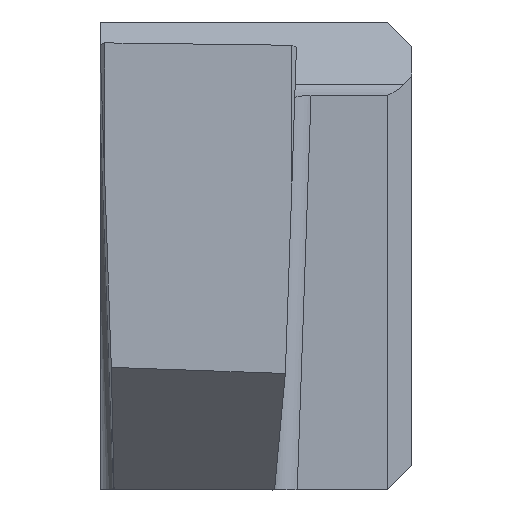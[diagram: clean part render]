
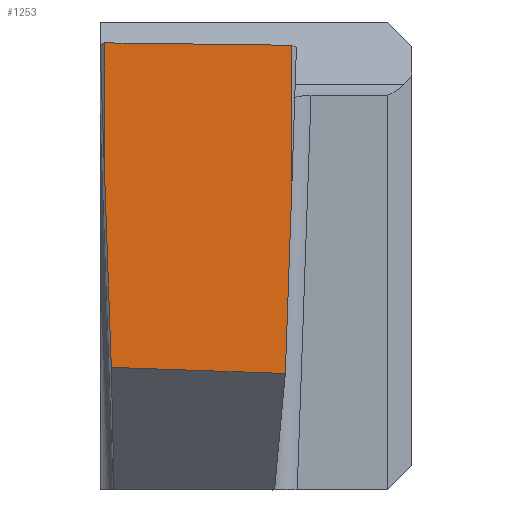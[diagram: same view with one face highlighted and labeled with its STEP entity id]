
A CAD part, front view. The second image highlights one B-rep face of the part: STEP entity #1253.
In plain terms, the highlighted planar face has unit normal (0.035, -0.999, 0).
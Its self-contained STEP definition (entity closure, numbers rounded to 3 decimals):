
#359=DIRECTION('',(0.999,0.035,-0.035));
#360=VECTOR('',#359,3.545);
#361=CARTESIAN_POINT('',(0.231,-8.395,
-2.267));
#362=LINE('',#361,#360);
#366=DIRECTION('',(-0.035,-0.001,0.999));
#367=VECTOR('',#366,3.744);
#368=CARTESIAN_POINT('',(0.231,-8.395,
-2.267));
#369=LINE('',#368,#367);
#373=DIRECTION('',(0.,0.,1.));
#374=VECTOR('',#373,2.862);
#375=CARTESIAN_POINT('',(0.1,-8.4,1.475));
#376=LINE('',#375,#374);
#380=DIRECTION('',(0.999,0.035,-0.013));
#381=VECTOR('',#380,3.807);
#382=CARTESIAN_POINT('',(0.1,-8.4,4.338));
#383=LINE('',#382,#381);
#387=DIRECTION('',(-0.035,-0.001,-0.999));
#388=VECTOR('',#387,3.817);
#389=CARTESIAN_POINT('',(3.905,-8.267,1.424));
#390=LINE('',#389,#388);
#882=DIRECTION('',(0.,0.,1.));
#883=VECTOR('',#882,2.865);
#884=CARTESIAN_POINT('',(3.905,-8.267,1.424));
#885=LINE('',#884,#883);
#997=CARTESIAN_POINT('',(0.231,-8.395,
-2.267));
#998=VERTEX_POINT('',#997);
#1001=CARTESIAN_POINT('',(0.1,-8.4,
1.475));
#1002=VERTEX_POINT('',#1001);
#1003=CARTESIAN_POINT('',(3.771,-8.272,
-2.391));
#1004=VERTEX_POINT('',#1003);
#1005=CARTESIAN_POINT('',(0.1,-8.4,4.338));
#1006=VERTEX_POINT('',#1005);
#1007=CARTESIAN_POINT('',(3.905,-8.267,4.289));
#1008=VERTEX_POINT('',#1007);
#1009=CARTESIAN_POINT('',(3.905,-8.267,1.424));
#1010=VERTEX_POINT('',#1009);
#1236=CARTESIAN_POINT('',(3.905,-8.267,5.715));
#1237=DIRECTION('',(-0.035,0.999,0.));
#1238=DIRECTION('',(-0.999,-0.035,0.));
#1239=AXIS2_PLACEMENT_3D('',#1236,#1237,#1238);
#1240=PLANE('',#1239);
#1241=ORIENTED_EDGE('',*,*,#1217,.T.);
#1243=ORIENTED_EDGE('',*,*,#1242,.T.);
#1245=ORIENTED_EDGE('',*,*,#1244,.T.);
#1247=ORIENTED_EDGE('',*,*,#1246,.F.);
#1249=ORIENTED_EDGE('',*,*,#1248,.T.);
#1250=ORIENTED_EDGE('',*,*,#1228,.F.);
#1251=EDGE_LOOP('',(#1241,#1243,#1245,#1247,#1249,#1250));
#1252=FACE_OUTER_BOUND('',#1251,.F.);
#1217=EDGE_CURVE('',#998,#1002,#369,.T.);
#1228=EDGE_CURVE('',#998,#1004,#362,.T.);
#1242=EDGE_CURVE('',#1002,#1006,#376,.T.);
#1244=EDGE_CURVE('',#1006,#1008,#383,.T.);
#1246=EDGE_CURVE('',#1010,#1008,#885,.T.);
#1248=EDGE_CURVE('',#1010,#1004,#390,.T.);
#1253=ADVANCED_FACE('',(#1252),#1240,.F.);
